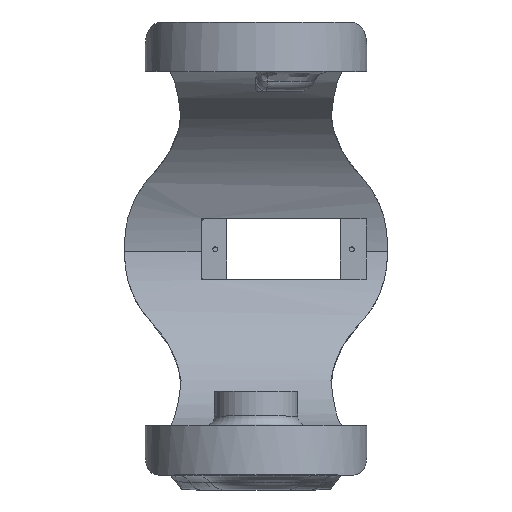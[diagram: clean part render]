
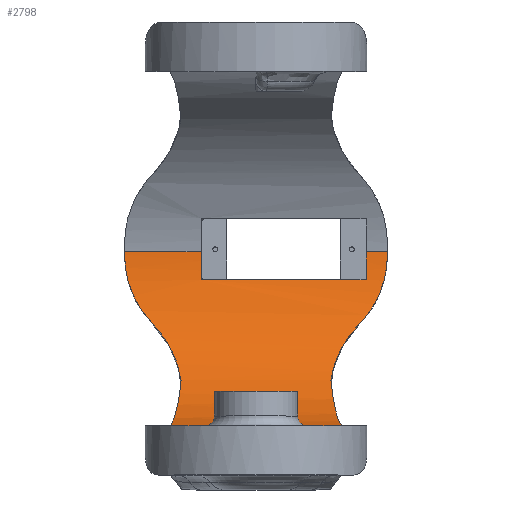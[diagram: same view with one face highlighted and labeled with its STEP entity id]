
A CAD part, top view. The second image highlights one B-rep face of the part: STEP entity #2798.
In plain terms, the highlighted cylindrical face has radius 41.592 mm (diameter 83.184 mm), a partial arc.
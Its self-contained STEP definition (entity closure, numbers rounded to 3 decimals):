
#228=FACE_OUTER_BOUND('',#395,.T.);
#395=EDGE_LOOP('',(#2309,#2310,#2311,#2312,#2313,#2314,#2315,#2316,#2317,
#2318,#2319,#2320,#2321,#2322));
#574=B_SPLINE_CURVE_WITH_KNOTS('',3,(#5982,#5983,#5984,#5985,#5986,#5987,
#5988,#5989,#5990,#5991),.UNSPECIFIED.,.F.,.F.,(4,2,2,2,4),(3.074,
3.48,3.886,4.292,4.663),
 .UNSPECIFIED.);
#576=B_SPLINE_CURVE_WITH_KNOTS('',3,(#6005,#6006,#6007,#6008,#6009,#6010,
#6011,#6012,#6013,#6014),.UNSPECIFIED.,.F.,.F.,(4,2,2,2,4),(7.876,
8.248,8.654,9.06,9.466),
 .UNSPECIFIED.);
#577=B_SPLINE_CURVE_WITH_KNOTS('',3,(#6016,#6017,#6018,#6019,#6020,#6021,
#6022,#6023,#6024,#6025),.UNSPECIFIED.,.F.,.F.,(4,2,2,2,4),(14.748,
14.794,15.345,15.897,16.276),
 .UNSPECIFIED.);
#578=B_SPLINE_CURVE_WITH_KNOTS('',3,(#6027,#6028,#6029,#6030,#6031,#6032,
#6033,#6034,#6035,#6036),.UNSPECIFIED.,.F.,.F.,(4,2,2,2,4),(19.693,
19.764,20.553,21.342,21.81),
 .UNSPECIFIED.);
#579=B_SPLINE_CURVE_WITH_KNOTS('',3,(#6040,#6041,#6042,#6043,#6044,#6045,
#6046,#6047,#6048,#6049),.UNSPECIFIED.,.F.,.F.,(4,2,2,2,4),(3.454,
3.921,4.71,5.5,5.57),
 .UNSPECIFIED.);
#580=B_SPLINE_CURVE_WITH_KNOTS('',3,(#6050,#6051,#6052,#6053,#6054,#6055,
#6056,#6057,#6058,#6059),.UNSPECIFIED.,.F.,.F.,(4,2,2,2,4),(7.553,
7.932,8.484,9.035,9.08),
 .UNSPECIFIED.);
#674=LINE('',#4904,#809);
#712=LINE('',#5576,#847);
#714=LINE('',#5584,#849);
#748=LINE('',#6038,#883);
#809=VECTOR('',#3315,10.);
#847=VECTOR('',#3471,10.);
#849=VECTOR('',#3477,10.);
#883=VECTOR('',#3587,10.);
#990=CIRCLE('',#3023,41.592);
#999=CIRCLE('',#3049,41.592);
#1000=CIRCLE('',#3052,41.592);
#1001=CIRCLE('',#3053,41.592);
#1145=VERTEX_POINT('',#4901);
#1146=VERTEX_POINT('',#4903);
#1207=VERTEX_POINT('',#5573);
#1208=VERTEX_POINT('',#5575);
#1211=VERTEX_POINT('',#5581);
#1212=VERTEX_POINT('',#5583);
#1249=VERTEX_POINT('',#5977);
#1250=VERTEX_POINT('',#5981);
#1252=VERTEX_POINT('',#6002);
#1253=VERTEX_POINT('',#6004);
#1254=VERTEX_POINT('',#6015);
#1255=VERTEX_POINT('',#6026);
#1256=VERTEX_POINT('',#6037);
#1257=VERTEX_POINT('',#6039);
#1464=EDGE_CURVE('',#1146,#1145,#674,.T.);
#1562=EDGE_CURVE('',#1208,#1207,#712,.T.);
#1566=EDGE_CURVE('',#1212,#1211,#714,.T.);
#1579=EDGE_CURVE('',#1145,#1208,#990,.T.);
#1631=EDGE_CURVE('',#1212,#1249,#999,.T.);
#1633=EDGE_CURVE('',#1249,#1250,#574,.T.);
#1636=EDGE_CURVE('',#1211,#1146,#1000,.T.);
#1637=EDGE_CURVE('',#1207,#1252,#1001,.T.);
#1638=EDGE_CURVE('',#1253,#1252,#576,.T.);
#1639=EDGE_CURVE('',#1253,#1254,#577,.F.);
#1640=EDGE_CURVE('',#1255,#1254,#578,.T.);
#1641=EDGE_CURVE('',#1255,#1256,#748,.T.);
#1642=EDGE_CURVE('',#1257,#1256,#579,.T.);
#1643=EDGE_CURVE('',#1250,#1257,#580,.T.);
#2309=ORIENTED_EDGE('',*,*,#1633,.F.);
#2310=ORIENTED_EDGE('',*,*,#1631,.F.);
#2311=ORIENTED_EDGE('',*,*,#1566,.T.);
#2312=ORIENTED_EDGE('',*,*,#1636,.T.);
#2313=ORIENTED_EDGE('',*,*,#1464,.T.);
#2314=ORIENTED_EDGE('',*,*,#1579,.T.);
#2315=ORIENTED_EDGE('',*,*,#1562,.T.);
#2316=ORIENTED_EDGE('',*,*,#1637,.T.);
#2317=ORIENTED_EDGE('',*,*,#1638,.F.);
#2318=ORIENTED_EDGE('',*,*,#1639,.T.);
#2319=ORIENTED_EDGE('',*,*,#1640,.F.);
#2320=ORIENTED_EDGE('',*,*,#1641,.T.);
#2321=ORIENTED_EDGE('',*,*,#1642,.F.);
#2322=ORIENTED_EDGE('',*,*,#1643,.F.);
#2684=CYLINDRICAL_SURFACE('',#3051,41.592);
#2798=ADVANCED_FACE('',(#228),#2684,.F.);
#3023=AXIS2_PLACEMENT_3D('',#5664,#3495,#3496);
#3049=AXIS2_PLACEMENT_3D('',#5978,#3575,#3576);
#3051=AXIS2_PLACEMENT_3D('',#6000,#3581,#3582);
#3052=AXIS2_PLACEMENT_3D('',#6001,#3583,#3584);
#3053=AXIS2_PLACEMENT_3D('',#6003,#3585,#3586);
#3315=DIRECTION('',(-1.,0.,0.));
#3471=DIRECTION('',(-1.,0.,0.));
#3477=DIRECTION('',(-1.,0.,0.));
#3495=DIRECTION('center_axis',(1.,0.,0.));
#3496=DIRECTION('ref_axis',(0.,-0.985,-0.174));
#3575=DIRECTION('center_axis',(-1.,0.,0.));
#3576=DIRECTION('ref_axis',(0.,0.269,0.963));
#3581=DIRECTION('center_axis',(1.,0.,0.));
#3582=DIRECTION('ref_axis',(0.,-0.985,-0.174));
#3583=DIRECTION('center_axis',(-1.,0.,0.));
#3584=DIRECTION('ref_axis',(0.,-0.985,-0.174));
#3585=DIRECTION('center_axis',(-1.,0.,0.));
#3586=DIRECTION('ref_axis',(0.,0.269,0.963));
#3587=DIRECTION('',(1.,0.,0.));
#4901=CARTESIAN_POINT('',(-11.15,39.75,-60.304));
#4903=CARTESIAN_POINT('',(22.35,39.75,-60.304));
#4904=CARTESIAN_POINT('',(15.,39.75,-60.304));
#5573=CARTESIAN_POINT('',(-26.7,45.5,-61.483));
#5575=CARTESIAN_POINT('',(-11.15,45.5,-61.483));
#5576=CARTESIAN_POINT('',(-15.,45.5,-61.483));
#5581=CARTESIAN_POINT('',(22.35,45.5,-61.483));
#5583=CARTESIAN_POINT('',(26.7,45.5,-61.483));
#5584=CARTESIAN_POINT('',(15.,45.5,-61.483));
#5664=CARTESIAN_POINT('Origin',(-11.15,50.955,-20.25));
#5977=CARTESIAN_POINT('',(26.7,44.868,-61.394));
#5978=CARTESIAN_POINT('Origin',(26.7,50.955,-20.25));
#5981=CARTESIAN_POINT('',(20.85,30.631,-56.538));
#5982=CARTESIAN_POINT('Ctrl Pts',(26.7,44.868,-61.394));
#5983=CARTESIAN_POINT('Ctrl Pts',(26.7,43.53,-61.196));
#5984=CARTESIAN_POINT('Ctrl Pts',(26.565,42.164,-60.926));
#5985=CARTESIAN_POINT('Ctrl Pts',(26.018,39.479,-60.251));
#5986=CARTESIAN_POINT('Ctrl Pts',(25.605,38.16,-59.847));
#5987=CARTESIAN_POINT('Ctrl Pts',(24.534,35.655,-58.948));
#5988=CARTESIAN_POINT('Ctrl Pts',(23.875,34.467,-58.453));
#5989=CARTESIAN_POINT('Ctrl Pts',(22.432,32.374,-57.477));
#5990=CARTESIAN_POINT('Ctrl Pts',(21.664,31.454,-56.999));
#5991=CARTESIAN_POINT('Ctrl Pts',(20.85,30.631,-56.538));
#6000=CARTESIAN_POINT('Origin',(15.,50.955,-20.25));
#6001=CARTESIAN_POINT('Origin',(22.35,50.955,-20.25));
#6002=CARTESIAN_POINT('',(-26.7,44.868,-61.394));
#6003=CARTESIAN_POINT('Origin',(-26.7,50.955,-20.25));
#6004=CARTESIAN_POINT('',(-20.85,30.631,-56.538));
#6005=CARTESIAN_POINT('Ctrl Pts',(-20.85,30.631,-56.538));
#6006=CARTESIAN_POINT('Ctrl Pts',(-21.664,31.454,-56.999));
#6007=CARTESIAN_POINT('Ctrl Pts',(-22.432,32.374,-57.477));
#6008=CARTESIAN_POINT('Ctrl Pts',(-23.875,34.467,-58.453));
#6009=CARTESIAN_POINT('Ctrl Pts',(-24.534,35.655,-58.948));
#6010=CARTESIAN_POINT('Ctrl Pts',(-25.605,38.16,-59.847));
#6011=CARTESIAN_POINT('Ctrl Pts',(-26.018,39.479,-60.251));
#6012=CARTESIAN_POINT('Ctrl Pts',(-26.565,42.164,-60.926));
#6013=CARTESIAN_POINT('Ctrl Pts',(-26.7,43.53,-61.196));
#6014=CARTESIAN_POINT('Ctrl Pts',(-26.7,44.868,-61.394));
#6015=CARTESIAN_POINT('',(-15.218,19.357,-47.296));
#6016=CARTESIAN_POINT('Ctrl Pts',(-15.218,19.357,-47.296));
#6017=CARTESIAN_POINT('Ctrl Pts',(-15.233,19.455,-47.41));
#6018=CARTESIAN_POINT('Ctrl Pts',(-15.248,19.553,-47.523));
#6019=CARTESIAN_POINT('Ctrl Pts',(-15.46,20.855,-49.011));
#6020=CARTESIAN_POINT('Ctrl Pts',(-15.806,22.259,-50.418));
#6021=CARTESIAN_POINT('Ctrl Pts',(-16.926,25.152,-52.927));
#6022=CARTESIAN_POINT('Ctrl Pts',(-17.708,26.637,-54.03));
#6023=CARTESIAN_POINT('Ctrl Pts',(-19.264,28.873,-55.513));
#6024=CARTESIAN_POINT('Ctrl Pts',(-20.006,29.777,-56.06));
#6025=CARTESIAN_POINT('Ctrl Pts',(-20.85,30.631,-56.538));
#6026=CARTESIAN_POINT('',(-17.461,10.,-27.5));
#6027=CARTESIAN_POINT('Ctrl Pts',(-17.461,10.,-27.5));
#6028=CARTESIAN_POINT('Ctrl Pts',(-17.427,10.042,-27.739));
#6029=CARTESIAN_POINT('Ctrl Pts',(-17.393,10.087,-27.979));
#6030=CARTESIAN_POINT('Ctrl Pts',(-16.984,10.657,-30.899));
#6031=CARTESIAN_POINT('Ctrl Pts',(-16.642,11.456,-33.571));
#6032=CARTESIAN_POINT('Ctrl Pts',(-16.042,13.577,-38.703));
#6033=CARTESIAN_POINT('Ctrl Pts',(-15.783,14.901,-41.167));
#6034=CARTESIAN_POINT('Ctrl Pts',(-15.436,17.341,-44.798));
#6035=CARTESIAN_POINT('Ctrl Pts',(-15.32,18.322,-46.086));
#6036=CARTESIAN_POINT('Ctrl Pts',(-15.218,19.357,-47.296));
#6037=CARTESIAN_POINT('',(17.461,10.,-27.5));
#6038=CARTESIAN_POINT('',(15.,10.,-27.5));
#6039=CARTESIAN_POINT('',(15.218,19.357,-47.296));
#6040=CARTESIAN_POINT('Ctrl Pts',(15.218,19.357,-47.296));
#6041=CARTESIAN_POINT('Ctrl Pts',(15.32,18.322,-46.086));
#6042=CARTESIAN_POINT('Ctrl Pts',(15.436,17.341,-44.798));
#6043=CARTESIAN_POINT('Ctrl Pts',(15.783,14.901,-41.167));
#6044=CARTESIAN_POINT('Ctrl Pts',(16.042,13.577,-38.703));
#6045=CARTESIAN_POINT('Ctrl Pts',(16.642,11.456,-33.571));
#6046=CARTESIAN_POINT('Ctrl Pts',(16.984,10.657,-30.899));
#6047=CARTESIAN_POINT('Ctrl Pts',(17.393,10.087,-27.979));
#6048=CARTESIAN_POINT('Ctrl Pts',(17.427,10.042,-27.739));
#6049=CARTESIAN_POINT('Ctrl Pts',(17.461,10.,-27.5));
#6050=CARTESIAN_POINT('Ctrl Pts',(20.85,30.631,-56.538));
#6051=CARTESIAN_POINT('Ctrl Pts',(20.006,29.777,-56.06));
#6052=CARTESIAN_POINT('Ctrl Pts',(19.264,28.873,-55.513));
#6053=CARTESIAN_POINT('Ctrl Pts',(17.708,26.637,-54.03));
#6054=CARTESIAN_POINT('Ctrl Pts',(16.926,25.152,-52.927));
#6055=CARTESIAN_POINT('Ctrl Pts',(15.806,22.259,-50.418));
#6056=CARTESIAN_POINT('Ctrl Pts',(15.46,20.855,-49.011));
#6057=CARTESIAN_POINT('Ctrl Pts',(15.248,19.553,-47.523));
#6058=CARTESIAN_POINT('Ctrl Pts',(15.233,19.455,-47.41));
#6059=CARTESIAN_POINT('Ctrl Pts',(15.218,19.357,-47.296));
